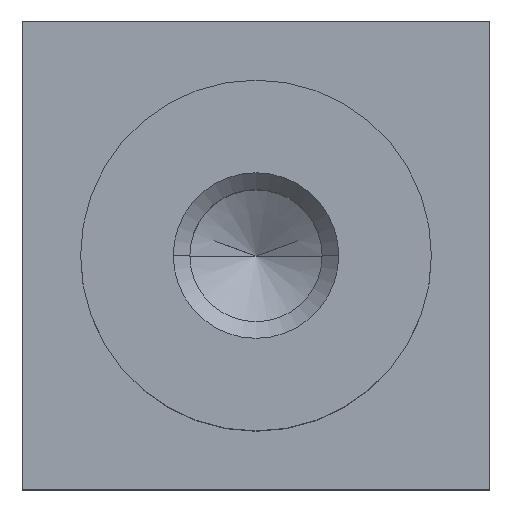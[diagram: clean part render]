
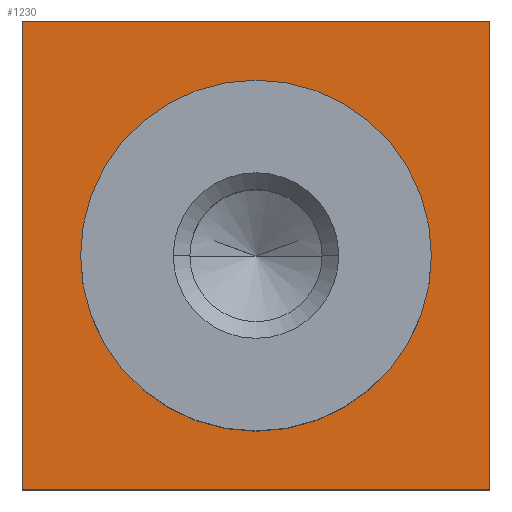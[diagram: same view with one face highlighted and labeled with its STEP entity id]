
A CAD part, top view. The second image highlights one B-rep face of the part: STEP entity #1230.
In plain terms, the highlighted planar face has unit normal (0, 0, 1).
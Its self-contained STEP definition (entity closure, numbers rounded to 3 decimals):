
#525=DIRECTION('',(0.,-1.,0.));
#526=VECTOR('',#525,8.);
#527=CARTESIAN_POINT('',(-4.,4.,2.));
#528=LINE('',#527,#526);
#529=DIRECTION('',(-1.,0.,0.));
#530=VECTOR('',#529,8.);
#531=CARTESIAN_POINT('',(4.,4.,2.));
#532=LINE('',#531,#530);
#533=DIRECTION('',(0.,1.,0.));
#534=VECTOR('',#533,8.);
#535=CARTESIAN_POINT('',(4.,-4.,2.));
#536=LINE('',#535,#534);
#537=DIRECTION('',(1.,0.,0.));
#538=VECTOR('',#537,8.);
#539=CARTESIAN_POINT('',(-4.,-4.,2.));
#540=LINE('',#539,#538);
#541=CARTESIAN_POINT('',(0.,0.,2.));
#542=DIRECTION('',(0.,0.,1.));
#543=DIRECTION('',(0.,-1.,0.));
#544=AXIS2_PLACEMENT_3D('',#541,#542,#543);
#546=CARTESIAN_POINT('',(0.,0.,2.));
#547=DIRECTION('',(0.,0.,1.));
#548=DIRECTION('',(0.,1.,0.));
#549=AXIS2_PLACEMENT_3D('',#546,#547,#548);
#631=CARTESIAN_POINT('',(-4.,4.,2.));
#632=CARTESIAN_POINT('',(-4.,-4.,2.));
#633=VERTEX_POINT('',#631);
#634=VERTEX_POINT('',#632);
#635=CARTESIAN_POINT('',(4.,-4.,2.));
#636=VERTEX_POINT('',#635);
#637=CARTESIAN_POINT('',(4.,4.,2.));
#638=VERTEX_POINT('',#637);
#643=CARTESIAN_POINT('',(0.,-3.,2.));
#644=CARTESIAN_POINT('',(0.,3.,2.));
#645=VERTEX_POINT('',#643);
#646=VERTEX_POINT('',#644);
#1213=CARTESIAN_POINT('',(0.,0.,2.));
#1214=DIRECTION('',(0.,0.,1.));
#1215=DIRECTION('',(0.,-1.,0.));
#1216=AXIS2_PLACEMENT_3D('',#1213,#1214,#1215);
#1217=PLANE('',#1216);
#1218=ORIENTED_EDGE('',*,*,#1165,.F.);
#1219=ORIENTED_EDGE('',*,*,#1180,.F.);
#1220=ORIENTED_EDGE('',*,*,#1194,.F.);
#1221=ORIENTED_EDGE('',*,*,#1207,.F.);
#1222=EDGE_LOOP('',(#1218,#1219,#1220,#1221));
#1223=FACE_OUTER_BOUND('',#1222,.F.);
#1225=ORIENTED_EDGE('',*,*,#1224,.T.);
#1227=ORIENTED_EDGE('',*,*,#1226,.T.);
#1228=EDGE_LOOP('',(#1225,#1227));
#1229=FACE_BOUND('',#1228,.F.);
#1230=ADVANCED_FACE('',(#1223,#1229),#1217,.T.);
#545=CIRCLE('',#544,3.);
#550=CIRCLE('',#549,3.);
#1165=EDGE_CURVE('',#633,#634,#528,.T.);
#1180=EDGE_CURVE('',#638,#633,#532,.T.);
#1194=EDGE_CURVE('',#636,#638,#536,.T.);
#1207=EDGE_CURVE('',#634,#636,#540,.T.);
#1224=EDGE_CURVE('',#645,#646,#545,.T.);
#1226=EDGE_CURVE('',#646,#645,#550,.T.);
